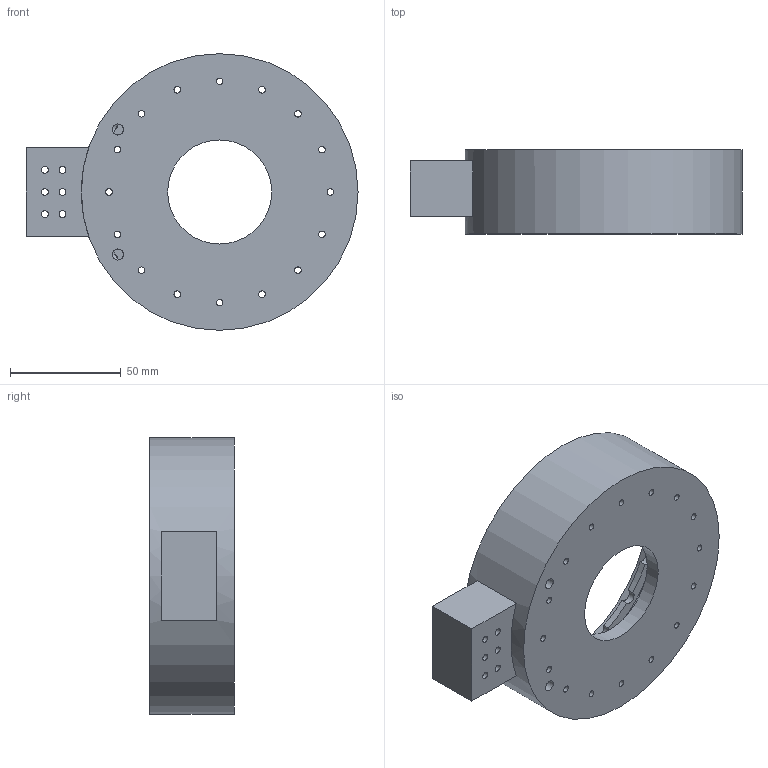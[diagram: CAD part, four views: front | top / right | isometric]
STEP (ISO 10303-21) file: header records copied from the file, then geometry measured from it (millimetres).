
FILE_DESCRIPTION(/* description */ (''),/* implementation_level */ '2;1');
FILE_NAME(/* name */ 'OuterShell(B).stp',/* time_stamp */ '2025-10-24T01:31:17-05:00',/* author */ ('aul12'),/* organization */ (''),/* preprocessor_version */ 'ST-DEVELOPER v19.2',/* originating_system */ 'Autodesk Inventor 2024',/* authorisation */ '');
FILE_SCHEMA (('AUTOMOTIVE_DESIGN { 1 0 10303 214 3 1 1 }'));
Length unit declared in the file: millimetre
Products named in the file (1): OuterShell
Bounding box: 150 x 38 x 125 mm (x, y, z)
Volume: 196280 mm3; surface area: 63152.6 mm2
Topology: 1 solids, 1 shells, 144 faces, 327 edges, 210 vertices
Faces by surface type: cylinder 96, plane 46, cone 2
Full cylindrical faces by diameter (mm): 3 x20, 3.125 x6, 5 x2, 6 x16, 10 x16, 47 x1, 110 x2, 125 x1
Entity records: 4410 total; most frequent: DIRECTION 847, CARTESIAN_POINT 723, ORIENTED_EDGE 684, AXIS2_PLACEMENT_3D 362, EDGE_CURVE 342, CIRCLE 217, EDGE_LOOP 215, VERTEX_POINT 205
